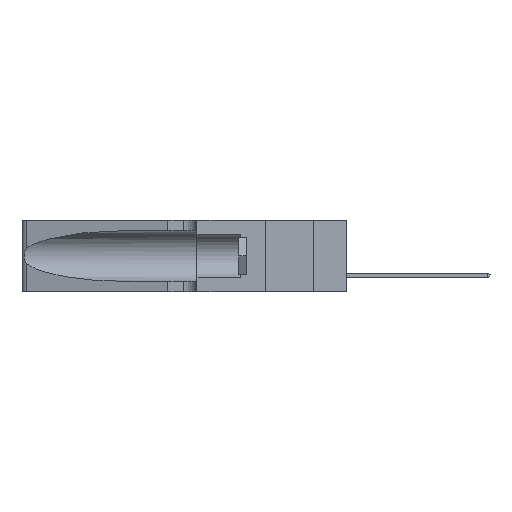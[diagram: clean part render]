
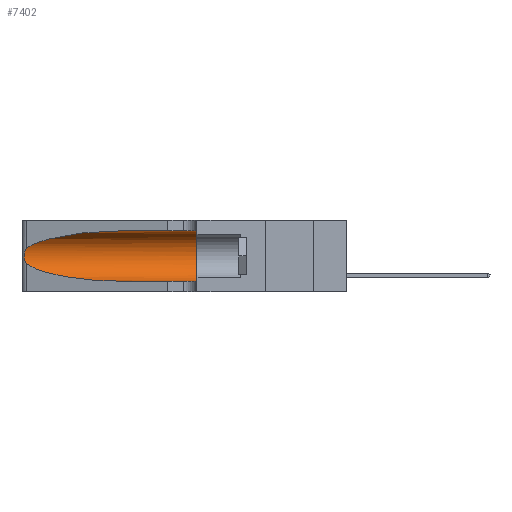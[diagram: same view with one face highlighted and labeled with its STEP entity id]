
A CAD part, left-side view. The second image highlights one B-rep face of the part: STEP entity #7402.
In plain terms, the highlighted cylindrical face has radius 3.308 mm (diameter 6.617 mm), a partial arc.
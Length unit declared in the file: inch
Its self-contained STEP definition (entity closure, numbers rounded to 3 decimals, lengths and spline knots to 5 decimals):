
#2009 = CARTESIAN_POINT ( 'NONE',  ( 0.1305, 1.61858, 0.05475 ) ) ;
#2183 = CYLINDRICAL_SURFACE ( 'NONE', #27257, 0.13025 ) ;
#2213 = VECTOR ( 'NONE', #40621, 39.37008 ) ;
#2683 = VERTEX_POINT ( 'NONE', #26042 ) ;
#2759 = CARTESIAN_POINT ( 'NONE',  ( 0.2373, 1.15595, 0.08982 ) ) ;
#3790 = ORIENTED_EDGE ( 'NONE', *, *, #22263, .F. ) ;
#4272 = CARTESIAN_POINT ( 'NONE',  ( 0.25487, 1.22718, 0.22369 ) ) ;
#4422 = CARTESIAN_POINT ( 'NONE',  ( 0.25856, 1.23593, 0.16098 ) ) ;
#4444 = CARTESIAN_POINT ( 'NONE',  ( 0.1305, 0.72297, 0.31525 ) ) ;
#6213 = CARTESIAN_POINT ( 'NONE',  ( 0.25487, 1.22718, 0.14631 ) ) ;
#6560 = ORIENTED_EDGE ( 'NONE', *, *, #42355, .T. ) ;
#7029 = VECTOR ( 'NONE', #34040, 39.37008 ) ;
#7402 = ADVANCED_FACE ( 'NONE', ( #28124 ), #2183, .F. ) ;
#8598 = CIRCLE ( 'NONE', #15534, 0.13025 ) ;
#9813 = CARTESIAN_POINT ( 'NONE',  ( 0.25487, 1.22718, 0.22369 ) ) ;
#11580 = B_SPLINE_CURVE_WITH_KNOTS ( 'NONE', 3,
 ( #4272, #37094, #44137, #14845, #33301, #15459, #44309, #40701, #36779, #4422, #29330, #15136, #29640, #40379 ),
 .UNSPECIFIED., .F., .F.,
 ( 4, 2, 2, 2, 2, 2, 4 ),
 ( 0., 0.00027, 0.00053, 0.00107, 0.0016, 0.00187, 0.00214 ),
 .UNSPECIFIED. ) ;
#11752 = CARTESIAN_POINT ( 'NONE',  ( 0.1305, 1.61858, 0.31525 ) ) ;
#12591 = VERTEX_POINT ( 'NONE', #4444 ) ;
#14845 = CARTESIAN_POINT ( 'NONE',  ( 0.25787, 1.23484, 0.2124 ) ) ;
#15136 = CARTESIAN_POINT ( 'NONE',  ( 0.25639, 1.23186, 0.15144 ) ) ;
#15459 = CARTESIAN_POINT ( 'NONE',  ( 0.26018, 1.23835, 0.19895 ) ) ;
#15534 = AXIS2_PLACEMENT_3D ( 'NONE', #44146, #22524, #29339 ) ;
#16933 = DIRECTION ( 'NONE',  ( 0., 0., -1. ) ) ;
#18070 = CARTESIAN_POINT ( 'NONE',  ( 0.1305, 0.35, 0.05475 ) ) ;
#18579 = ORIENTED_EDGE ( 'NONE', *, *, #19887, .F. ) ;
#19887 = EDGE_CURVE ( 'NONE', #2683, #26307, #8598, .T. ) ;
#19954 =( BOUNDED_CURVE ( )  B_SPLINE_CURVE ( 3, ( #6213, #2759, #26793, #32026 ),
 .UNSPECIFIED., .F., .T. ) 
 B_SPLINE_CURVE_WITH_KNOTS ( ( 4, 4 ),
 ( 3.44316, 4.71239 ),
 .UNSPECIFIED. ) 
 CURVE ( )  GEOMETRIC_REPRESENTATION_ITEM ( )  RATIONAL_B_SPLINE_CURVE ( ( 1., 0.87, 0.87, 1. ) ) 
 REPRESENTATION_ITEM ( '' )  );
#20452 = ORIENTED_EDGE ( 'NONE', *, *, #27031, .T. ) ;
#20684 = DIRECTION ( 'NONE',  ( 0., -1., 0. ) ) ;
#21802 = EDGE_LOOP ( 'NONE', ( #39718, #6560, #26000, #20452, #18579, #3790 ) ) ;
#22263 = EDGE_CURVE ( 'NONE', #12591, #2683, #43405, .T. ) ;
#22524 = DIRECTION ( 'NONE',  ( 0., 1., 0. ) ) ;
#22816 = CARTESIAN_POINT ( 'NONE',  ( 0.25487, 1.22718, 0.22369 ) ) ;
#25113 = VERTEX_POINT ( 'NONE', #9813 ) ;
#25384 = CARTESIAN_POINT ( 'NONE',  ( 0.1305, 0.72297, 0.31525 ) ) ;
#26000 = ORIENTED_EDGE ( 'NONE', *, *, #28256, .T. ) ;
#26042 = CARTESIAN_POINT ( 'NONE',  ( 0.1305, 0.35, 0.31525 ) ) ;
#26307 = VERTEX_POINT ( 'NONE', #18070 ) ;
#26793 = CARTESIAN_POINT ( 'NONE',  ( 0.18966, 0.96281, 0.05475 ) ) ;
#27031 = EDGE_CURVE ( 'NONE', #27865, #26307, #35854, .T. ) ;
#27257 = AXIS2_PLACEMENT_3D ( 'NONE', #42633, #20684, #16933 ) ;
#27865 = VERTEX_POINT ( 'NONE', #37566 ) ;
#28124 = FACE_OUTER_BOUND ( 'NONE', #21802, .T. ) ;
#28256 = EDGE_CURVE ( 'NONE', #36072, #27865, #19954, .T. ) ;
#29330 = CARTESIAN_POINT ( 'NONE',  ( 0.25789, 1.23486, 0.15765 ) ) ;
#29339 = DIRECTION ( 'NONE',  ( 0., 0., 1. ) ) ;
#29640 = CARTESIAN_POINT ( 'NONE',  ( 0.25555, 1.22993, 0.14849 ) ) ;
#29747 = EDGE_CURVE ( 'NONE', #12591, #25113, #35955, .T. ) ;
#32026 = CARTESIAN_POINT ( 'NONE',  ( 0.1305, 0.72297, 0.05475 ) ) ;
#33301 = CARTESIAN_POINT ( 'NONE',  ( 0.25854, 1.2359, 0.20912 ) ) ;
#34040 = DIRECTION ( 'NONE',  ( 0., -1., 0. ) ) ;
#35854 = LINE ( 'NONE', #2009, #7029 ) ;
#35955 =( BOUNDED_CURVE ( )  B_SPLINE_CURVE ( 3, ( #25384, #40845, #44452, #22816 ),
 .UNSPECIFIED., .F., .F. ) 
 B_SPLINE_CURVE_WITH_KNOTS ( ( 4, 4 ),
 ( 1.5708, 2.84003 ),
 .UNSPECIFIED. ) 
 CURVE ( )  GEOMETRIC_REPRESENTATION_ITEM ( )  RATIONAL_B_SPLINE_CURVE ( ( 1., 0.87, 0.87, 1. ) ) 
 REPRESENTATION_ITEM ( '' )  );
#36072 = VERTEX_POINT ( 'NONE', #44936 ) ;
#36779 = CARTESIAN_POINT ( 'NONE',  ( 0.26017, 1.23833, 0.17102 ) ) ;
#37094 = CARTESIAN_POINT ( 'NONE',  ( 0.25555, 1.22994, 0.2215 ) ) ;
#37566 = CARTESIAN_POINT ( 'NONE',  ( 0.1305, 0.72297, 0.05475 ) ) ;
#39718 = ORIENTED_EDGE ( 'NONE', *, *, #29747, .T. ) ;
#40379 = CARTESIAN_POINT ( 'NONE',  ( 0.25487, 1.22718, 0.14631 ) ) ;
#40621 = DIRECTION ( 'NONE',  ( 0., -1., 0. ) ) ;
#40701 = CARTESIAN_POINT ( 'NONE',  ( 0.26075, 1.23896, 0.178 ) ) ;
#40845 = CARTESIAN_POINT ( 'NONE',  ( 0.18966, 0.96281, 0.31525 ) ) ;
#42355 = EDGE_CURVE ( 'NONE', #25113, #36072, #11580, .T. ) ;
#42633 = CARTESIAN_POINT ( 'NONE',  ( 0.1305, 1.61858, 0.185 ) ) ;
#43405 = LINE ( 'NONE', #11752, #2213 ) ;
#44137 = CARTESIAN_POINT ( 'NONE',  ( 0.25639, 1.23184, 0.21858 ) ) ;
#44146 = CARTESIAN_POINT ( 'NONE',  ( 0.1305, 0.35, 0.185 ) ) ;
#44309 = CARTESIAN_POINT ( 'NONE',  ( 0.26075, 1.23896, 0.19203 ) ) ;
#44452 = CARTESIAN_POINT ( 'NONE',  ( 0.2373, 1.15595, 0.28018 ) ) ;
#44936 = CARTESIAN_POINT ( 'NONE',  ( 0.25487, 1.22718, 0.14631 ) ) ;
